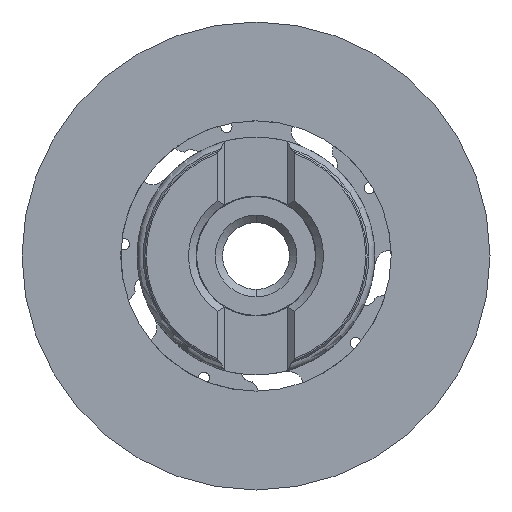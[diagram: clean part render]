
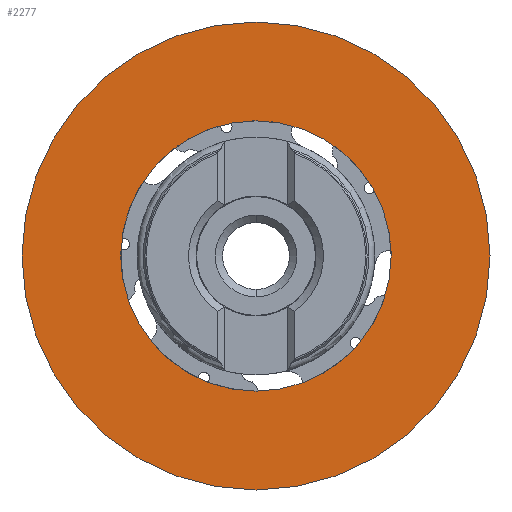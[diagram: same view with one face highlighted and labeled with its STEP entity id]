
A CAD part, left-side view. The second image highlights one B-rep face of the part: STEP entity #2277.
In plain terms, the highlighted planar face has unit normal (-1, 0, 0).
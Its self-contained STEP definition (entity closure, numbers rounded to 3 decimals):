
#1 = VERTEX_POINT ( 'NONE', #4469 ) ;
#185 = CARTESIAN_POINT ( 'NONE',  ( -1.4, 0., 31.5 ) ) ;
#253 = CARTESIAN_POINT ( 'NONE',  ( -1.4, 0., 18.189 ) ) ;
#305 = EDGE_LOOP ( 'NONE', ( #5931, #5562 ) ) ;
#457 = DIRECTION ( 'NONE',  ( 1., 0., 0. ) ) ;
#460 = EDGE_CURVE ( 'NONE', #5280, #680, #7599, .T. ) ;
#680 = VERTEX_POINT ( 'NONE', #7736 ) ;
#872 = EDGE_CURVE ( 'NONE', #1, #2470, #7011, .T. ) ;
#1228 = CIRCLE ( 'NONE', #7455, 18.189 ) ;
#1506 = CARTESIAN_POINT ( 'NONE',  ( -1.4, 0., 0. ) ) ;
#2142 = AXIS2_PLACEMENT_3D ( 'NONE', #4509, #5153, #3925 ) ;
#2173 = EDGE_CURVE ( 'NONE', #680, #5280, #1228, .T. ) ;
#2262 = CARTESIAN_POINT ( 'NONE',  ( -1.4, -18.189, 0. ) ) ;
#2277 = ADVANCED_FACE ( 'NONE', ( #4554, #3229 ), #7549, .F. ) ;
#2470 = VERTEX_POINT ( 'NONE', #185 ) ;
#2558 = ORIENTED_EDGE ( 'NONE', *, *, #460, .T. ) ;
#2637 = CARTESIAN_POINT ( 'NONE',  ( -1.4, 0., 0. ) ) ;
#2691 = DIRECTION ( 'NONE',  ( 1., 0., 0. ) ) ;
#2941 = DIRECTION ( 'NONE',  ( 1., 0., 0. ) ) ;
#3229 = FACE_BOUND ( 'NONE', #3906, .T. ) ;
#3604 = EDGE_CURVE ( 'NONE', #2470, #1, #4340, .T. ) ;
#3906 = EDGE_LOOP ( 'NONE', ( #5947, #2558 ) ) ;
#3925 = DIRECTION ( 'NONE',  ( 0., 0., -1. ) ) ;
#4340 = CIRCLE ( 'NONE', #4976, 31.5 ) ;
#4341 = CARTESIAN_POINT ( 'NONE',  ( -1.4, 0., 0. ) ) ;
#4469 = CARTESIAN_POINT ( 'NONE',  ( -1.4, 0., -31.5 ) ) ;
#4509 = CARTESIAN_POINT ( 'NONE',  ( -1.4, 0., 0. ) ) ;
#4554 = FACE_OUTER_BOUND ( 'NONE', #305, .T. ) ;
#4783 = AXIS2_PLACEMENT_3D ( 'NONE', #1506, #2941, #5878 ) ;
#4976 = AXIS2_PLACEMENT_3D ( 'NONE', #2637, #2691, #6941 ) ;
#5153 = DIRECTION ( 'NONE',  ( 1., 0., 0. ) ) ;
#5280 = VERTEX_POINT ( 'NONE', #253 ) ;
#5562 = ORIENTED_EDGE ( 'NONE', *, *, #3604, .F. ) ;
#5665 = DIRECTION ( 'NONE',  ( 0., 0., -1. ) ) ;
#5878 = DIRECTION ( 'NONE',  ( 0., 0., -1. ) ) ;
#5931 = ORIENTED_EDGE ( 'NONE', *, *, #872, .F. ) ;
#5947 = ORIENTED_EDGE ( 'NONE', *, *, #2173, .T. ) ;
#6188 = DIRECTION ( 'NONE',  ( 1., 0., 0. ) ) ;
#6296 = AXIS2_PLACEMENT_3D ( 'NONE', #2262, #457, #7523 ) ;
#6941 = DIRECTION ( 'NONE',  ( 0., 0., -1. ) ) ;
#7011 = CIRCLE ( 'NONE', #2142, 31.5 ) ;
#7455 = AXIS2_PLACEMENT_3D ( 'NONE', #4341, #6188, #5665 ) ;
#7523 = DIRECTION ( 'NONE',  ( 0., 0., -1. ) ) ;
#7549 = PLANE ( 'NONE',  #6296 ) ;
#7599 = CIRCLE ( 'NONE', #4783, 18.189 ) ;
#7736 = CARTESIAN_POINT ( 'NONE',  ( -1.4, 0., -18.189 ) ) ;
